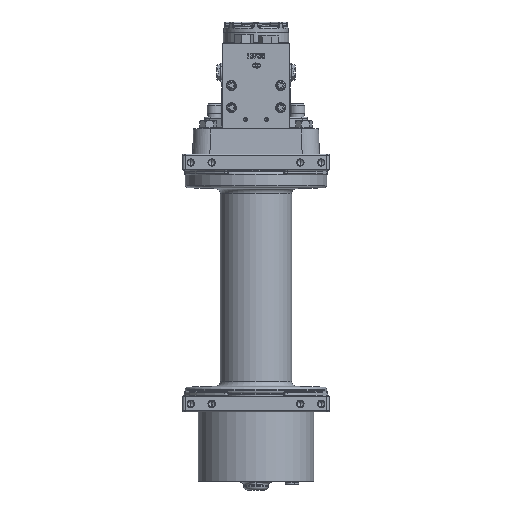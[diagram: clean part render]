
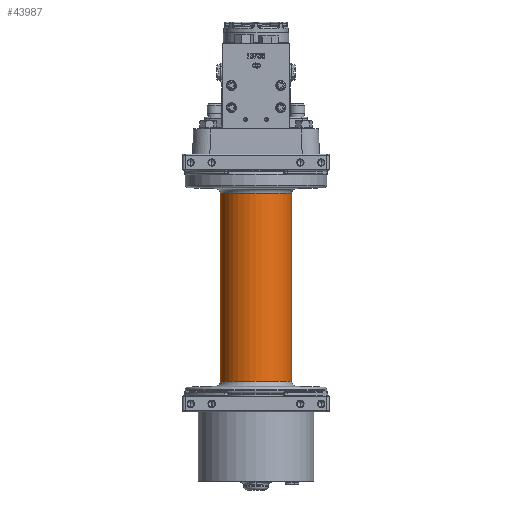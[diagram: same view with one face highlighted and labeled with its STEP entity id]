
A CAD part, front view. The second image highlights one B-rep face of the part: STEP entity #43987.
In plain terms, the highlighted cylindrical face has radius 46.038 mm (diameter 92.075 mm), a partial arc.
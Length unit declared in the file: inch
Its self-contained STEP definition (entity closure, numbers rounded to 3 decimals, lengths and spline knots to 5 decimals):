
#36603=CARTESIAN_POINT('',(0.,0.,-1.19618));
#36604=DIRECTION('',(0.,0.,1.));
#36605=DIRECTION('',(-1.,0.,0.));
#36606=AXIS2_PLACEMENT_3D('',#36603,#36604,#36605);
#36693=DIRECTION('',(0.,0.,-1.));
#36694=VECTOR('',#36693,9.54463);
#36695=CARTESIAN_POINT('',(-1.8125,0.,-1.19618));
#36696=LINE('',#36695,#36694);
#36697=DIRECTION('',(0.,0.,1.));
#36698=VECTOR('',#36697,9.54463);
#36699=CARTESIAN_POINT('',(1.8125,0.,-10.74082));
#36700=LINE('',#36699,#36698);
#36701=CARTESIAN_POINT('',(0.,0.,-10.74082));
#36702=DIRECTION('',(0.,0.,-1.));
#36703=DIRECTION('',(1.,0.,0.));
#36704=AXIS2_PLACEMENT_3D('',#36701,#36702,#36703);
#39924=CARTESIAN_POINT('',(1.8125,0.,-1.19618));
#39926=VERTEX_POINT('',#39924);
#40025=CARTESIAN_POINT('',(-1.8125,0.,-1.19618));
#40026=VERTEX_POINT('',#40025);
#40064=CARTESIAN_POINT('',(-1.8125,0.,-10.74082));
#40065=VERTEX_POINT('',#40064);
#40070=CARTESIAN_POINT('',(1.8125,0.,-10.74082));
#40071=VERTEX_POINT('',#40070);
#43975=CARTESIAN_POINT('',(0.,0.,0.094));
#43976=DIRECTION('',(0.,0.,1.));
#43977=DIRECTION('',(1.,0.,0.));
#43978=AXIS2_PLACEMENT_3D('',#43975,#43976,#43977);
#43979=CYLINDRICAL_SURFACE('',#43978,1.8125);
#43981=ORIENTED_EDGE('',*,*,#43980,.T.);
#43982=ORIENTED_EDGE('',*,*,#43944,.F.);
#43983=ORIENTED_EDGE('',*,*,#43906,.T.);
#43984=ORIENTED_EDGE('',*,*,#43948,.F.);
#43985=EDGE_LOOP('',(#43981,#43982,#43983,#43984));
#43986=FACE_OUTER_BOUND('',#43985,.F.);
#36607=CIRCLE('',#36606,1.8125);
#36705=CIRCLE('',#36704,1.8125);
#43906=EDGE_CURVE('',#40026,#39926,#36607,.T.);
#43944=EDGE_CURVE('',#40026,#40065,#36696,.T.);
#43948=EDGE_CURVE('',#40071,#39926,#36700,.T.);
#43980=EDGE_CURVE('',#40071,#40065,#36705,.T.);
#43987=ADVANCED_FACE('',(#43986),#43979,.T.);
